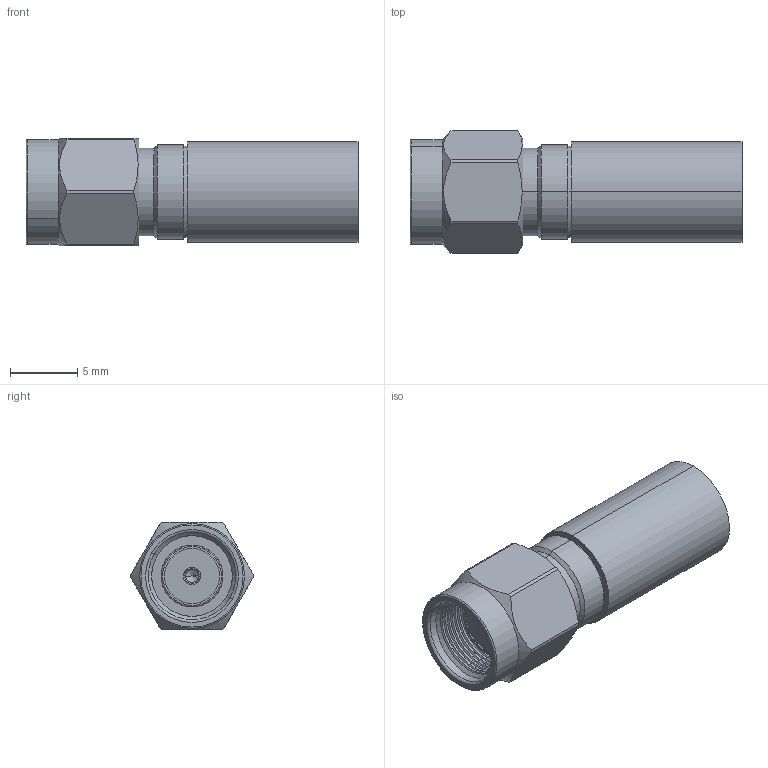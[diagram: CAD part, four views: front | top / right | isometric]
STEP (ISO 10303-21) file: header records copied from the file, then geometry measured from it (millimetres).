
FILE_DESCRIPTION (( 'STEP AP214' ), '1' );
FILE_NAME ('FMCO1051_3D.step', '2025-09-24T20:21:48', ( '' ), ( '' ), 'SwSTEP 2.0', 'SolidWorks 2025', '' );
FILE_SCHEMA (( 'AUTOMOTIVE_DESIGN' ));
Length unit declared in the file: inch
Products named in the file (8): FMCO1051_3D; LMR240____; E45-7____; E05-1____-1; E45-7______; E45-8____; E05-1____; E45-7____-0
Assembly tree (7 placements, depth 2):
  FMCO1051_3D
    E45-7____
    E45-8____
    E45-7____-0
    E05-1____
    E05-1____-1
    LMR240____
    E45-7______
Bounding box: 24.7 x 9.1 x 8 mm (x, y, z)
Volume: 625.8 mm3; surface area: 1964.9 mm2
Topology: 7 solids, 7 shells, 786 faces, 2046 edges, 1283 vertices
Faces by surface type: bspline 360, cylinder 237, plane 115, cone 68, torus 6
Entity records: 51716 total; most frequent: CARTESIAN_POINT 36241, ORIENTED_EDGE 4084, DIRECTION 2263, EDGE_CURVE 2042, VERTEX_POINT 1283, AXIS2_PLACEMENT_3D 986, EDGE_LOOP 811, ADVANCED_FACE 786
